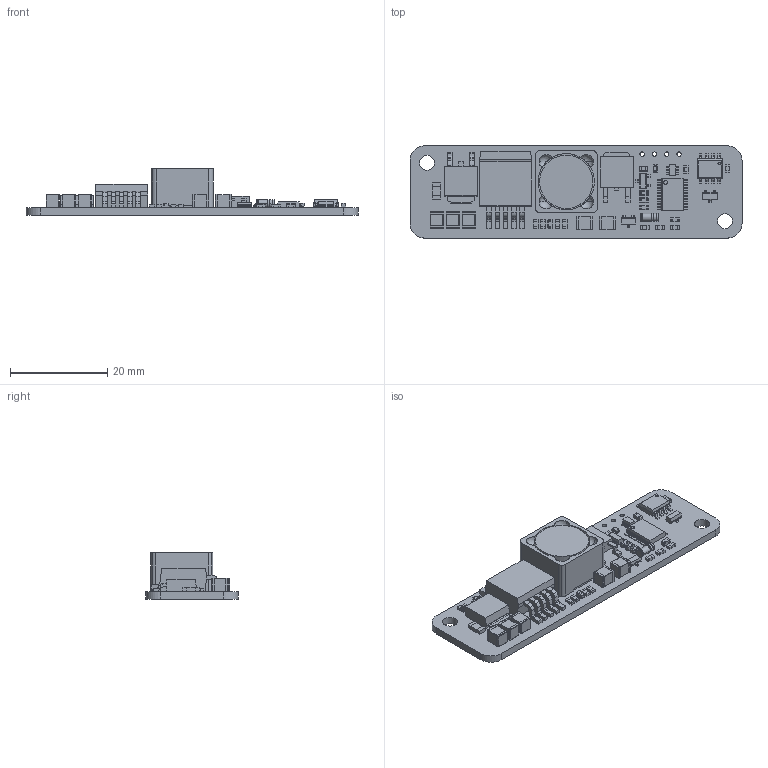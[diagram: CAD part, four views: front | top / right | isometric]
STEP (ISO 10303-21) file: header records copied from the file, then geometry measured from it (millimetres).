
FILE_DESCRIPTION(('Open CASCADE Model'),'2;1');
FILE_NAME('Open CASCADE Shape Model','2022-02-16T00:51:50',('Author'),( 'Open CASCADE'),'Open CASCADE STEP processor 6.8','Open CASCADE 6.8' ,'Unknown');
FILE_SCHEMA(('AUTOMOTIVE_DESIGN { 1 0 10303 214 1 1 1 1 }'));
Length unit declared in the file: millimetre
Products named in the file (70): PCB; Board; Open CASCADE STEP translator 6.8 1.1.1; R4; RESC1608X55N; LD1; LED_0603_R; User_Library-LED_0603_R_Pocket002; User_Library-LED_0603_R_Pad004; User_Library-LED_0603_R_Fillet; User_Library-LED_0603_R_Pocket001; User_Library-LED_0603_R_Pad; R1; Q1; SOT95P240X110-3N; D1; DIOMELF3515N; R5; R7; R6; R8; C12; CAPC1608X87N; C4; C11; C5; C10; C9; R2; R3; C1; C2; CAPC3225X270N; C6; U1; TO170P1524X483-6N-R886X1067; U4; SOT95P280X115-3N; U5; SOT65P210X110-6N ...
Assembly tree (93 placements, depth 4):
  PCB
    Board
      Open CASCADE STEP translator 6.8 1.1.1
    R4
      RESC1608X55N
    LD1
      LED_0603_R
        User_Library-LED_0603_R_Pocket002
        User_Library-LED_0603_R_Pad004
        User_Library-LED_0603_R_Fillet
        User_Library-LED_0603_R_Pocket001
        User_Library-LED_0603_R_Pad
    R1
      RESC1608X55N
    Q1
      SOT95P240X110-3N
    D1
      DIOMELF3515N
    R5
      RESC1608X55N
    R7
      RESC1608X55N
    R6
      RESC1608X55N
    R8
      RESC1608X55N
    C12
      CAPC1608X87N
    C4
      CAPC1608X87N
    C11
      CAPC1608X87N
    C5
      CAPC1608X87N
    C10
      CAPC1608X87N
    C9
      CAPC1608X87N
    R2
      RESC1608X55N
    R3
      RESC1608X55N
    C1
      CAPC1608X87N
    C2
      CAPC3225X270N
    C6
      CAPC3225X270N
    U1
      TO170P1524X483-6N-R886X1067
    U4
      SOT95P280X115-3N
    U5
      SOT65P210X110-6N
    U2
      6052104128  x2
        Extruded
      6052103968  x2
        Extruded
      6052103808  x2
Bounding box: 68.4 x 19 x 9.59 mm (x, y, z)
Volume: 4201.5 mm3; surface area: 6483.8 mm2
Topology: 155 solids, 156 shells, 2142 faces, 5286 edges, 3354 vertices
Faces by surface type: plane 955, cylinder 713, bspline 366, sphere 104, torus 4
Full cylindrical faces by diameter (mm): 0.9 x4, 3.1 x2
Entity records: 43750 total; most frequent: CARTESIAN_POINT 10318, ORIENTED_EDGE 6570, DIRECTION 6326, EDGE_CURVE 3286, LINE 2306, VECTOR 2306, VERTEX_POINT 2170, AXIS2_PLACEMENT_3D 2010
